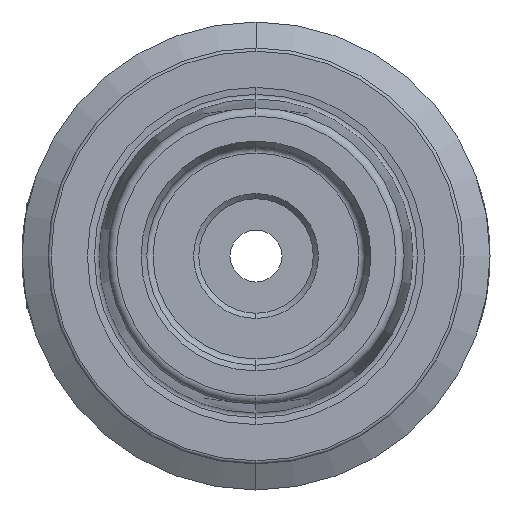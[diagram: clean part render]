
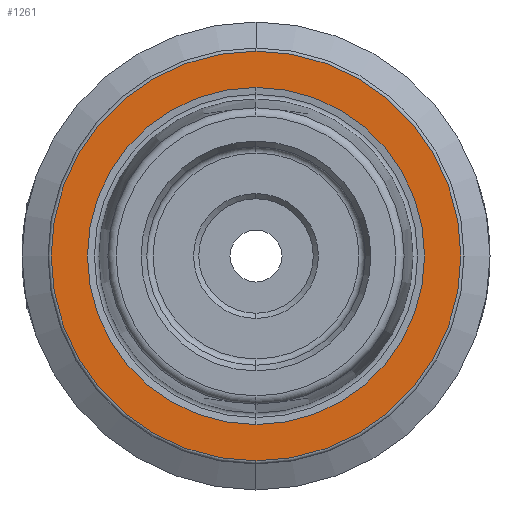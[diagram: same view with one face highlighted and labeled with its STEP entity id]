
A CAD part, left-side view. The second image highlights one B-rep face of the part: STEP entity #1261.
In plain terms, the highlighted planar face has unit normal (-1, 0, 0).
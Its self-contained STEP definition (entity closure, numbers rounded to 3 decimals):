
#35 = CARTESIAN_POINT ( 'NONE',  ( 0., 19.7, 0. ) ) ;
#48 = PLANE ( 'NONE',  #1890 ) ;
#68 = CARTESIAN_POINT ( 'NONE',  ( 0., 0., -16.207 ) ) ;
#96 = CARTESIAN_POINT ( 'NONE',  ( 0., 0., 16.207 ) ) ;
#111 = DIRECTION ( 'NONE',  ( 1., 0., 0. ) ) ;
#246 = CARTESIAN_POINT ( 'NONE',  ( 0., 0., -19.7 ) ) ;
#251 = DIRECTION ( 'NONE',  ( 0., 0., -1. ) ) ;
#254 = CARTESIAN_POINT ( 'NONE',  ( 0., 0., 19.7 ) ) ;
#330 = FACE_OUTER_BOUND ( 'NONE', #2929, .T. ) ;
#331 = FACE_BOUND ( 'NONE', #2964, .T. ) ;
#677 = DIRECTION ( 'NONE',  ( 0., 0., 1. ) ) ;
#679 = DIRECTION ( 'NONE',  ( -1., 0., 0. ) ) ;
#680 = CARTESIAN_POINT ( 'NONE',  ( 0., 0., 0. ) ) ;
#794 = DIRECTION ( 'NONE',  ( 0., 0., 1. ) ) ;
#805 = DIRECTION ( 'NONE',  ( -1., 0., 0. ) ) ;
#807 = CARTESIAN_POINT ( 'NONE',  ( 0., 0., 0. ) ) ;
#1147 = VERTEX_POINT ( 'NONE', #68 ) ;
#1162 = VERTEX_POINT ( 'NONE', #246 ) ;
#1233 = VERTEX_POINT ( 'NONE', #254 ) ;
#1235 = VERTEX_POINT ( 'NONE', #96 ) ;
#1261 = ADVANCED_FACE ( 'NONE', ( #331, #330 ), #48, .F. ) ;
#1730 = DIRECTION ( 'NONE',  ( 0., 0., 1. ) ) ;
#1731 = DIRECTION ( 'NONE',  ( -1., 0., 0. ) ) ;
#1733 = CARTESIAN_POINT ( 'NONE',  ( 0., 0., 0. ) ) ;
#1734 = DIRECTION ( 'NONE',  ( 0., 0., 1. ) ) ;
#1736 = DIRECTION ( 'NONE',  ( -1., 0., 0. ) ) ;
#1737 = CARTESIAN_POINT ( 'NONE',  ( 0., 0., 0. ) ) ;
#1835 = EDGE_CURVE ( 'NONE', #1235, #1147, #2317, .T. ) ;
#1836 = EDGE_CURVE ( 'NONE', #1162, #1233, #2326, .T. ) ;
#1890 = AXIS2_PLACEMENT_3D ( 'NONE', #35, #111, #251 ) ;
#2317 = CIRCLE ( 'NONE', #2657, 16.207 ) ;
#2326 = CIRCLE ( 'NONE', #2617, 19.7 ) ;
#2373 = CIRCLE ( 'NONE', #2638, 16.207 ) ;
#2405 = CIRCLE ( 'NONE', #2751, 19.7 ) ;
#2617 = AXIS2_PLACEMENT_3D ( 'NONE', #1733, #1731, #1730 ) ;
#2638 = AXIS2_PLACEMENT_3D ( 'NONE', #680, #679, #677 ) ;
#2657 = AXIS2_PLACEMENT_3D ( 'NONE', #1737, #1736, #1734 ) ;
#2751 = AXIS2_PLACEMENT_3D ( 'NONE', #807, #805, #794 ) ;
#2929 = EDGE_LOOP ( 'NONE', ( #3648, #3647 ) ) ;
#2964 = EDGE_LOOP ( 'NONE', ( #3652, #3651 ) ) ;
#3647 = ORIENTED_EDGE ( 'NONE', *, *, #1836, .T. ) ;
#3648 = ORIENTED_EDGE ( 'NONE', *, *, #4011, .T. ) ;
#3651 = ORIENTED_EDGE ( 'NONE', *, *, #3990, .F. ) ;
#3652 = ORIENTED_EDGE ( 'NONE', *, *, #1835, .F. ) ;
#3990 = EDGE_CURVE ( 'NONE', #1147, #1235, #2373, .T. ) ;
#4011 = EDGE_CURVE ( 'NONE', #1233, #1162, #2405, .T. ) ;
